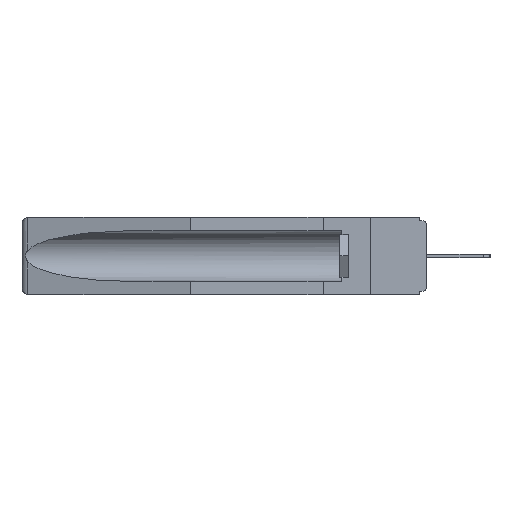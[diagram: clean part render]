
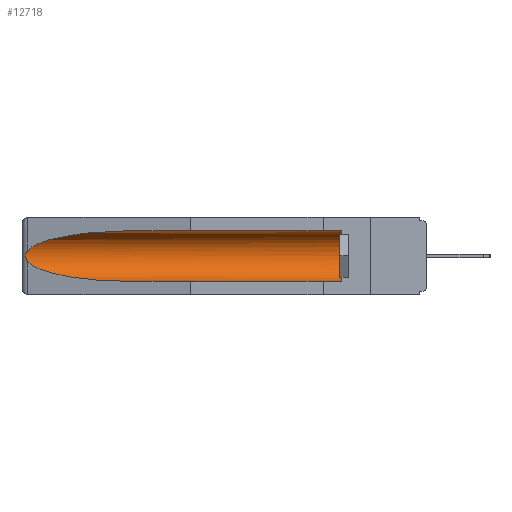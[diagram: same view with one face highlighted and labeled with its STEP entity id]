
A CAD part, left-side view. The second image highlights one B-rep face of the part: STEP entity #12718.
In plain terms, the highlighted cylindrical face has radius 2.857 mm (diameter 5.715 mm), a partial arc.
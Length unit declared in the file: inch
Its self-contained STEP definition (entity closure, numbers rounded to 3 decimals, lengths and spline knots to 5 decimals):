
#341 = CARTESIAN_POINT ( 'NONE',  ( 0.2675, 1.53308, -0.17534 ) ) ;
#477 = CARTESIAN_POINT ( 'NONE',  ( 0.2675, 1.53308, -0.16763 ) ) ;
#1396 = ORIENTED_EDGE ( 'NONE', *, *, #7464, .T. ) ;
#1719 = CARTESIAN_POINT ( 'NONE',  ( 0.155, 1.07973, -0.284 ) ) ;
#1925 = VERTEX_POINT ( 'NONE', #14659 ) ;
#2061 = ORIENTED_EDGE ( 'NONE', *, *, #20664, .F. ) ;
#2259 = DIRECTION ( 'NONE',  ( 0., 0., 1. ) ) ;
#2527 = CARTESIAN_POINT ( 'NONE',  ( 0.155, -0.30754, -0.284 ) ) ;
#5121 = CARTESIAN_POINT ( 'NONE',  ( 0.26655, 1.53094, -0.18657 ) ) ;
#5621 = CARTESIAN_POINT ( 'NONE',  ( 0.155, 1.07973, -0.059 ) ) ;
#6090 = EDGE_CURVE ( 'NONE', #1925, #26514, #10880, .T. ) ;
#6748 = CARTESIAN_POINT ( 'NONE',  ( 0.26654, 1.53092, -0.15636 ) ) ;
#7254 =( BOUNDED_CURVE ( )  B_SPLINE_CURVE ( 3, ( #5621, #14596, #28045, #7964 ),
 .UNSPECIFIED., .F., .F. ) 
 B_SPLINE_CURVE_WITH_KNOTS ( ( 4, 4 ),
 ( 4.71239, 6.08839 ),
 .UNSPECIFIED. ) 
 CURVE ( )  GEOMETRIC_REPRESENTATION_ITEM ( )  RATIONAL_B_SPLINE_CURVE ( ( 1., 0.848, 0.848, 1. ) ) 
 REPRESENTATION_ITEM ( '' )  );
#7271 = CARTESIAN_POINT ( 'NONE',  ( 0.155, 1.07973, -0.059 ) ) ;
#7464 = EDGE_CURVE ( 'NONE', #8532, #17707, #14292, .T. ) ;
#7964 = CARTESIAN_POINT ( 'NONE',  ( 0.26537, 1.52718, -0.14972 ) ) ;
#8532 = VERTEX_POINT ( 'NONE', #25408 ) ;
#8952 = CARTESIAN_POINT ( 'NONE',  ( 0.26537, 1.52718, -0.19328 ) ) ;
#8964 = LINE ( 'NONE', #2527, #17035 ) ;
#9539 = CARTESIAN_POINT ( 'NONE',  ( 0.26597, 1.52961, -0.15275 ) ) ;
#9707 = DIRECTION ( 'NONE',  ( 0., -1., 0. ) ) ;
#10438 = CARTESIAN_POINT ( 'NONE',  ( 0.155, -0.30754, -0.059 ) ) ;
#10592 = AXIS2_PLACEMENT_3D ( 'NONE', #20707, #9707, #16457 ) ;
#10594 = AXIS2_PLACEMENT_3D ( 'NONE', #28640, #22318, #2259 ) ;
#10880 = LINE ( 'NONE', #10438, #25168 ) ;
#11223 = CARTESIAN_POINT ( 'NONE',  ( 0.21114, 1.30732, -0.284 ) ) ;
#11611 = CARTESIAN_POINT ( 'NONE',  ( 0.2673, 1.53269, -0.17917 ) ) ;
#11678 = EDGE_CURVE ( 'NONE', #14443, #1925, #15727, .T. ) ;
#12718 = ADVANCED_FACE ( 'NONE', ( #22169 ), #13549, .F. ) ;
#13549 = CYLINDRICAL_SURFACE ( 'NONE', #10594, 0.1125 ) ;
#13949 = CARTESIAN_POINT ( 'NONE',  ( 0.26537, 1.52718, -0.14972 ) ) ;
#14025 =( BOUNDED_CURVE ( )  B_SPLINE_CURVE ( 3, ( #21763, #22043, #11223, #1719 ),
 .UNSPECIFIED., .F., .F. ) 
 B_SPLINE_CURVE_WITH_KNOTS ( ( 4, 4 ),
 ( 0.1948, 1.5708 ),
 .UNSPECIFIED. ) 
 CURVE ( )  GEOMETRIC_REPRESENTATION_ITEM ( )  RATIONAL_B_SPLINE_CURVE ( ( 1., 0.848, 0.848, 1. ) ) 
 REPRESENTATION_ITEM ( '' )  );
#14292 = B_SPLINE_CURVE_WITH_KNOTS ( 'NONE', 3,
 ( #13949, #9539, #6748, #18349, #477, #341, #11611, #5121, #16137, #18057 ),
 .UNSPECIFIED., .F., .F.,
 ( 4, 2, 2, 2, 4 ),
 ( 0., 0.00029, 0.00058, 0.00087, 0.00117 ),
 .UNSPECIFIED. ) ;
#14443 = VERTEX_POINT ( 'NONE', #22044 ) ;
#14596 = CARTESIAN_POINT ( 'NONE',  ( 0.21114, 1.30732, -0.059 ) ) ;
#14659 = CARTESIAN_POINT ( 'NONE',  ( 0.155, 0.126, -0.059 ) ) ;
#15727 = CIRCLE ( 'NONE', #10592, 0.1125 ) ;
#16137 = CARTESIAN_POINT ( 'NONE',  ( 0.26597, 1.5296, -0.19026 ) ) ;
#16457 = DIRECTION ( 'NONE',  ( 0., 0., 1. ) ) ;
#16875 = ORIENTED_EDGE ( 'NONE', *, *, #11678, .T. ) ;
#16977 = EDGE_LOOP ( 'NONE', ( #28398, #1396, #20972, #2061, #16875, #23795 ) ) ;
#17035 = VECTOR ( 'NONE', #18064, 39.37008 ) ;
#17707 = VERTEX_POINT ( 'NONE', #8952 ) ;
#18057 = CARTESIAN_POINT ( 'NONE',  ( 0.26537, 1.52718, -0.19328 ) ) ;
#18064 = DIRECTION ( 'NONE',  ( 0., 1., 0. ) ) ;
#18349 = CARTESIAN_POINT ( 'NONE',  ( 0.2673, 1.5327, -0.16383 ) ) ;
#18919 = EDGE_CURVE ( 'NONE', #26514, #8532, #7254, .T. ) ;
#19390 = VERTEX_POINT ( 'NONE', #20636 ) ;
#20636 = CARTESIAN_POINT ( 'NONE',  ( 0.155, 1.07973, -0.284 ) ) ;
#20664 = EDGE_CURVE ( 'NONE', #14443, #19390, #8964, .T. ) ;
#20707 = CARTESIAN_POINT ( 'NONE',  ( 0.155, 0.126, -0.1715 ) ) ;
#20972 = ORIENTED_EDGE ( 'NONE', *, *, #28105, .T. ) ;
#21763 = CARTESIAN_POINT ( 'NONE',  ( 0.26537, 1.52718, -0.19328 ) ) ;
#22043 = CARTESIAN_POINT ( 'NONE',  ( 0.25451, 1.48313, -0.24835 ) ) ;
#22044 = CARTESIAN_POINT ( 'NONE',  ( 0.155, 0.126, -0.284 ) ) ;
#22169 = FACE_OUTER_BOUND ( 'NONE', #16977, .T. ) ;
#22318 = DIRECTION ( 'NONE',  ( 0., 1., 0. ) ) ;
#23795 = ORIENTED_EDGE ( 'NONE', *, *, #6090, .T. ) ;
#25168 = VECTOR ( 'NONE', #28312, 39.37008 ) ;
#25408 = CARTESIAN_POINT ( 'NONE',  ( 0.26537, 1.52718, -0.14972 ) ) ;
#26514 = VERTEX_POINT ( 'NONE', #7271 ) ;
#28045 = CARTESIAN_POINT ( 'NONE',  ( 0.25451, 1.48313, -0.09465 ) ) ;
#28105 = EDGE_CURVE ( 'NONE', #17707, #19390, #14025, .T. ) ;
#28312 = DIRECTION ( 'NONE',  ( 0., 1., 0. ) ) ;
#28398 = ORIENTED_EDGE ( 'NONE', *, *, #18919, .T. ) ;
#28640 = CARTESIAN_POINT ( 'NONE',  ( 0.155, -0.30754, -0.1715 ) ) ;
